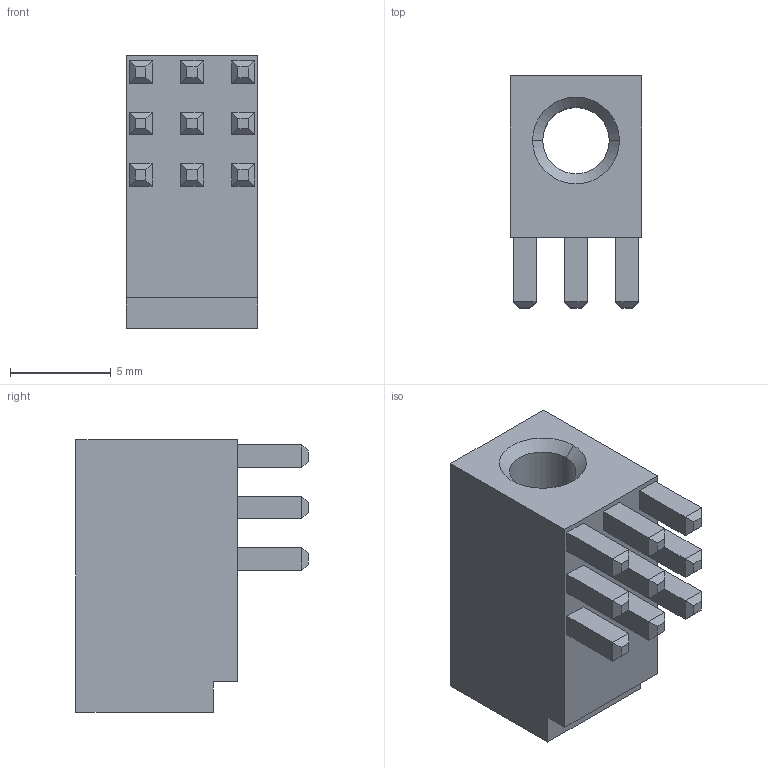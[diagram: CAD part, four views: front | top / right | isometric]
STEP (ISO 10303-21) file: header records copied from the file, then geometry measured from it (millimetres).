
FILE_DESCRIPTION (( 'STEP AP203' ), '1' );
FILE_NAME ('92707-C.STEP', '2013-12-17T17:34:03', ( 'Hajo' ), ( 'Microsoft' ), 'SwSTEP 2.0', 'SolidWorks 2011', '' );
FILE_SCHEMA (( 'CONFIG_CONTROL_DESIGN' ));
Length unit declared in the file: millimetre
Products named in the file (1): 92707-C
Bounding box: 6.5 x 11.5 x 13.5 mm (x, y, z)
Volume: 610.7 mm3; surface area: 743.2 mm2
Topology: 1 solids, 1 shells, 95 faces, 212 edges, 128 vertices
Faces by surface type: plane 89, cone 4, cylinder 2
Entity records: 2615 total; most frequent: CARTESIAN_POINT 436, ORIENTED_EDGE 424, DIRECTION 412, EDGE_CURVE 212, LINE 204, VECTOR 204, VERTEX_POINT 128, EDGE_LOOP 106
